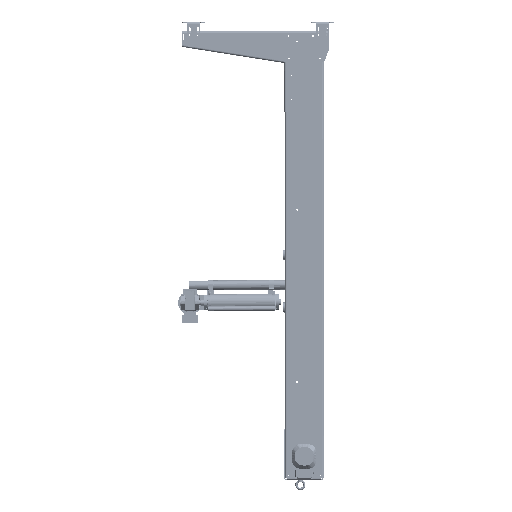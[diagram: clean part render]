
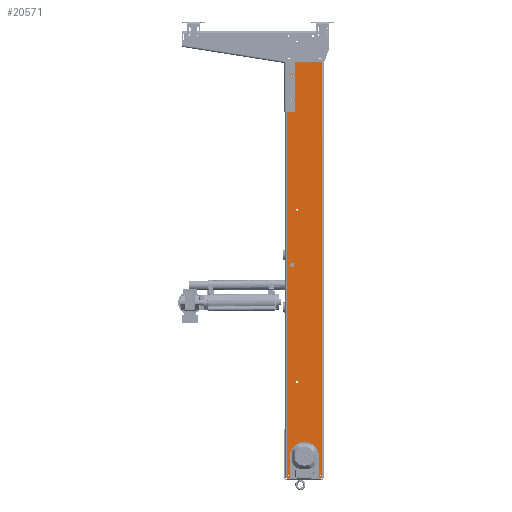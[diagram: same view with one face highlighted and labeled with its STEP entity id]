
A CAD part, front view. The second image highlights one B-rep face of the part: STEP entity #20571.
In plain terms, the highlighted face is planar.
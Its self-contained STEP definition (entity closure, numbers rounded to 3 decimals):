
#16907=CARTESIAN_POINT('',(-170.5,-250.,-780.0));
#16908=VERTEX_POINT('',#16907);
#16909=CARTESIAN_POINT('',(-165.,-250.,-780.0));
#16910=DIRECTION('',(0.0,1.0,0.0));
#16911=DIRECTION('',(1.0,0.0,0.0));
#16912=AXIS2_PLACEMENT_3D('',#16909,#16910,#16911);
#16913=CIRCLE('',#16912,5.5);
#16914=EDGE_CURVE('',#16908,#16908,#16913,.T.);
#16947=CARTESIAN_POINT('',(-170.5,-250.,282.));
#16948=VERTEX_POINT('',#16947);
#16949=CARTESIAN_POINT('',(-165.,-250.,282.));
#16950=DIRECTION('',(0.0,1.0,0.0));
#16951=DIRECTION('',(1.0,0.0,0.0));
#16952=AXIS2_PLACEMENT_3D('',#16949,#16950,#16951);
#16953=CIRCLE('',#16952,5.5);
#16954=EDGE_CURVE('',#16948,#16948,#16953,.T.);
#16987=CARTESIAN_POINT('',(-51.458,-250.,52.5));
#16988=VERTEX_POINT('',#16987);
#16989=CARTESIAN_POINT('',(-49.,-250.,52.5));
#16990=DIRECTION('',(0.0,1.0,0.0));
#16991=DIRECTION('',(1.0,0.0,0.0));
#16992=AXIS2_PLACEMENT_3D('',#16989,#16990,#16991);
#16993=CIRCLE('',#16992,2.459);
#16994=EDGE_CURVE('',#16988,#16988,#16993,.T.);
#17027=CARTESIAN_POINT('',(-103.458,-250.,52.5));
#17028=VERTEX_POINT('',#17027);
#17029=CARTESIAN_POINT('',(-101.,-250.,52.5));
#17030=DIRECTION('',(0.0,1.0,0.0));
#17031=DIRECTION('',(1.0,0.0,0.0));
#17032=AXIS2_PLACEMENT_3D('',#17029,#17030,#17031);
#17033=CIRCLE('',#17032,2.459);
#17034=EDGE_CURVE('',#17028,#17028,#17033,.T.);
#17067=CARTESIAN_POINT('',(-203.323,-250.,963.0));
#17068=VERTEX_POINT('',#17067);
#17069=CARTESIAN_POINT('',(-200.,-250.,963.0));
#17070=DIRECTION('',(0.0,1.0,0.0));
#17071=DIRECTION('',(1.0,0.0,0.0));
#17072=AXIS2_PLACEMENT_3D('',#17069,#17070,#17071);
#17073=CIRCLE('',#17072,3.324);
#17074=EDGE_CURVE('',#17068,#17068,#17073,.T.);
#17107=CARTESIAN_POINT('',(-203.323,-250.,1113.0));
#17108=VERTEX_POINT('',#17107);
#17109=CARTESIAN_POINT('',(-200.,-250.,1113.0));
#17110=DIRECTION('',(0.0,1.0,0.0));
#17111=DIRECTION('',(1.0,0.0,0.0));
#17112=AXIS2_PLACEMENT_3D('',#17109,#17110,#17111);
#17113=CIRCLE('',#17112,3.324);
#17114=EDGE_CURVE('',#17108,#17108,#17113,.T.);
#20167=CARTESIAN_POINT('',(-208.,-250.,-57.5));
#20168=VERTEX_POINT('',#20167);
#20169=CARTESIAN_POINT('',(-195.,-250.,-57.5));
#20170=DIRECTION('',(0.0,1.0,0.0));
#20171=DIRECTION('',(1.0,0.0,0.0));
#20172=AXIS2_PLACEMENT_3D('',#20169,#20170,#20171);
#20173=CIRCLE('',#20172,13.0);
#20174=EDGE_CURVE('',#20168,#20168,#20173,.T.);
#20207=CARTESIAN_POINT('',(-26.,-250.,-1355.0));
#20208=VERTEX_POINT('',#20207);
#20209=CARTESIAN_POINT('',(-22.5,-250.,-1355.0));
#20210=DIRECTION('',(0.0,1.0,0.0));
#20211=DIRECTION('',(1.0,0.0,0.0));
#20212=AXIS2_PLACEMENT_3D('',#20209,#20210,#20211);
#20213=CIRCLE('',#20212,3.5);
#20214=EDGE_CURVE('',#20208,#20208,#20213,.T.);
#20247=CARTESIAN_POINT('',(-221.,-250.,-1355.0));
#20248=VERTEX_POINT('',#20247);
#20249=CARTESIAN_POINT('',(-217.5,-250.,-1355.0));
#20250=DIRECTION('',(0.0,1.0,0.0));
#20251=DIRECTION('',(1.0,0.0,0.0));
#20252=AXIS2_PLACEMENT_3D('',#20249,#20250,#20251);
#20253=CIRCLE('',#20252,3.5);
#20254=EDGE_CURVE('',#20248,#20248,#20253,.T.);
#20316=CARTESIAN_POINT('',(-210.,-250.,-1240.0));
#20317=VERTEX_POINT('',#20316);
#20324=CARTESIAN_POINT('',(-210.,-250.,-1375.0));
#20325=VERTEX_POINT('',#20324);
#20326=CARTESIAN_POINT('',(-210.,-250.,-1375.0));
#20327=DIRECTION('',(0.0,0.0,1.0));
#20328=VECTOR('',#20327,135.0);
#20329=LINE('',#20326,#20328);
#20330=EDGE_CURVE('',#20325,#20317,#20329,.T.);
#20396=CARTESIAN_POINT('',(-30.,-250.,-1375.0));
#20397=VERTEX_POINT('',#20396);
#20404=CARTESIAN_POINT('',(-30.,-250.,-1240.0));
#20405=VERTEX_POINT('',#20404);
#20406=CARTESIAN_POINT('',(-30.,-250.,-1240.0));
#20407=DIRECTION('',(0.0,0.0,-1.0));
#20408=VECTOR('',#20407,135.0);
#20409=LINE('',#20406,#20408);
#20410=EDGE_CURVE('',#20405,#20397,#20409,.T.);
#20435=CARTESIAN_POINT('',(-120.,-250.,-1240.0));
#20436=DIRECTION('',(0.0,1.0,0.0));
#20437=DIRECTION('',(-1.0,0.0,0.0));
#20438=AXIS2_PLACEMENT_3D('',#20435,#20436,#20437);
#20439=CIRCLE('',#20438,90.0);
#20440=EDGE_CURVE('',#20317,#20405,#20439,.T.);
#20453=CARTESIAN_POINT('',(-10.,-250.,-1375.0));
#20454=VERTEX_POINT('',#20453);
#20461=CARTESIAN_POINT('',(-10.,-250.,-1375.0));
#20462=DIRECTION('',(-1.0,0.0,0.0));
#20463=VECTOR('',#20462,20.);
#20464=LINE('',#20461,#20463);
#20465=EDGE_CURVE('',#20454,#20397,#20464,.T.);
#20476=CARTESIAN_POINT('',(-230.,-250.,-1375.0));
#20477=VERTEX_POINT('',#20476);
#20478=CARTESIAN_POINT('',(-210.,-250.,-1375.0));
#20479=DIRECTION('',(-1.0,0.0,0.0));
#20480=VECTOR('',#20479,20.);
#20481=LINE('',#20478,#20480);
#20482=EDGE_CURVE('',#20325,#20477,#20481,.T.);
#20494=CARTESIAN_POINT('',(240.,-250.,0.));
#20495=DIRECTION('',(0.0,1.0,0.0));
#20496=DIRECTION('',(0.0,0.0,-1.0));
#20497=AXIS2_PLACEMENT_3D('',#20494,#20495,#20496);
#20498=PLANE('',#20497);
#20499=CARTESIAN_POINT('',(-230.,-250.,1192.0));
#20500=VERTEX_POINT('',#20499);
#20501=CARTESIAN_POINT('',(-10.,-250.,1192.0));
#20502=VERTEX_POINT('',#20501);
#20503=CARTESIAN_POINT('',(-230.,-250.,1192.0));
#20504=DIRECTION('',(1.0,0.0,0.0));
#20505=VECTOR('',#20504,220.0);
#20506=LINE('',#20503,#20505);
#20507=EDGE_CURVE('',#20500,#20502,#20506,.T.);
#20508=ORIENTED_EDGE('',*,*,#20507,.F.);
#20509=CARTESIAN_POINT('',(-230.,-250.,1160.0));
#20510=VERTEX_POINT('',#20509);
#20511=CARTESIAN_POINT('',(-230.,-250.,1160.0));
#20512=DIRECTION('',(0.0,0.0,1.0));
#20513=VECTOR('',#20512,32.0);
#20514=LINE('',#20511,#20513);
#20515=EDGE_CURVE('',#20510,#20500,#20514,.T.);
#20516=ORIENTED_EDGE('',*,*,#20515,.F.);
#20517=CARTESIAN_POINT('',(-230.,-250.,950.0));
#20518=VERTEX_POINT('',#20517);
#20519=CARTESIAN_POINT('',(-230.,-250.,950.0));
#20520=DIRECTION('',(0.0,0.0,1.0));
#20521=VECTOR('',#20520,210.0);
#20522=LINE('',#20519,#20521);
#20523=EDGE_CURVE('',#20518,#20510,#20522,.T.);
#20524=ORIENTED_EDGE('',*,*,#20523,.F.);
#20525=CARTESIAN_POINT('',(-230.,-250.,-1375.0));
#20526=DIRECTION('',(0.0,0.0,1.0));
#20527=VECTOR('',#20526,2325.0);
#20528=LINE('',#20525,#20527);
#20529=EDGE_CURVE('',#20477,#20518,#20528,.T.);
#20530=ORIENTED_EDGE('',*,*,#20529,.F.);
#20531=ORIENTED_EDGE('',*,*,#20482,.F.);
#20532=ORIENTED_EDGE('',*,*,#20330,.T.);
#20533=ORIENTED_EDGE('',*,*,#20440,.T.);
#20534=ORIENTED_EDGE('',*,*,#20410,.T.);
#20535=ORIENTED_EDGE('',*,*,#20465,.F.);
#20536=CARTESIAN_POINT('',(-10.,-250.,-1375.0));
#20537=DIRECTION('',(0.0,0.0,1.0));
#20538=VECTOR('',#20537,2567.0);
#20539=LINE('',#20536,#20538);
#20540=EDGE_CURVE('',#20454,#20502,#20539,.T.);
#20541=ORIENTED_EDGE('',*,*,#20540,.T.);
#20542=EDGE_LOOP('',(#20508,#20516,#20524,#20530,#20531,#20532,#20533,#20534,#20535,#20541));
#20543=FACE_OUTER_BOUND('',#20542,.T.);
#20544=ORIENTED_EDGE('',*,*,#16914,.T.);
#20545=EDGE_LOOP('',(#20544));
#20546=FACE_BOUND('',#20545,.T.);
#20547=ORIENTED_EDGE('',*,*,#16954,.T.);
#20548=EDGE_LOOP('',(#20547));
#20549=FACE_BOUND('',#20548,.T.);
#20550=ORIENTED_EDGE('',*,*,#16994,.T.);
#20551=EDGE_LOOP('',(#20550));
#20552=FACE_BOUND('',#20551,.T.);
#20553=ORIENTED_EDGE('',*,*,#17034,.T.);
#20554=EDGE_LOOP('',(#20553));
#20555=FACE_BOUND('',#20554,.T.);
#20556=ORIENTED_EDGE('',*,*,#17074,.T.);
#20557=EDGE_LOOP('',(#20556));
#20558=FACE_BOUND('',#20557,.T.);
#20559=ORIENTED_EDGE('',*,*,#17114,.T.);
#20560=EDGE_LOOP('',(#20559));
#20561=FACE_BOUND('',#20560,.T.);
#20562=ORIENTED_EDGE('',*,*,#20174,.T.);
#20563=EDGE_LOOP('',(#20562));
#20564=FACE_BOUND('',#20563,.T.);
#20565=ORIENTED_EDGE('',*,*,#20214,.T.);
#20566=EDGE_LOOP('',(#20565));
#20567=FACE_BOUND('',#20566,.T.);
#20568=ORIENTED_EDGE('',*,*,#20254,.T.);
#20569=EDGE_LOOP('',(#20568));
#20570=FACE_BOUND('',#20569,.T.);
#20571=ADVANCED_FACE('',(#20543,#20546,#20549,#20552,#20555,#20558,#20561,#20564,#20567,#20570),#20498,.F.);
